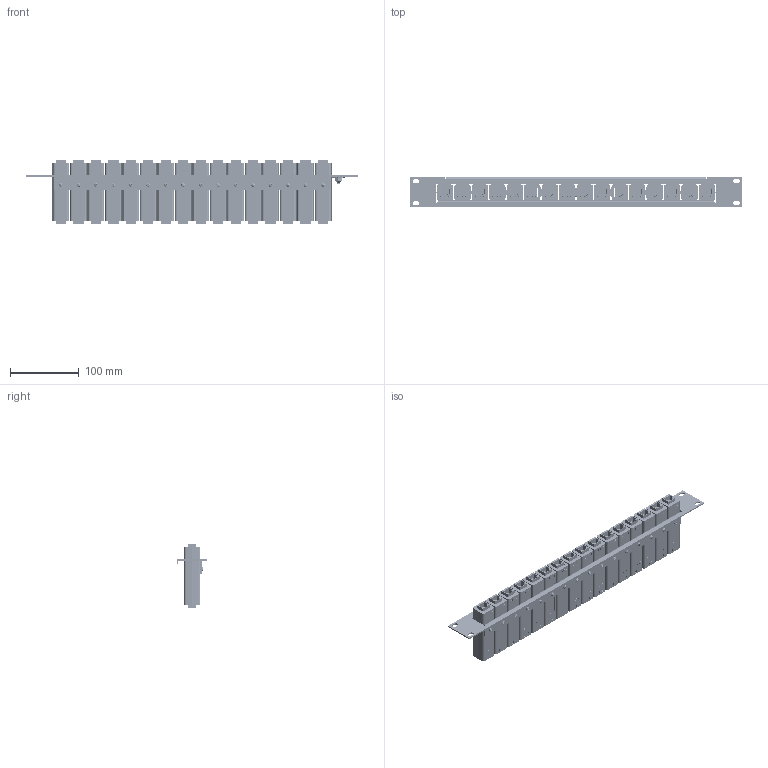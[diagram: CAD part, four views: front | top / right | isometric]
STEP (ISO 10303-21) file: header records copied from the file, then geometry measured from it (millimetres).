
FILE_DESCRIPTION (( 'STEP AP214' ), '1' );
FILE_NAME ('1101-948-E.STEP', '2019-01-24T22:39:40', ( '' ), ( '' ), 'SwSTEP 2.0', 'SolidWorks 2018', '' );
FILE_SCHEMA (( 'AUTOMOTIVE_DESIGN' ));
Length unit declared in the file: inch
Products named in the file (134): 2003-1000; 2003-2396; 2102-524; 2003-2472-2; 2500-286; 5320-003; 2103-052; 2103-250_compressed; 2103-250; 2100-079; 2001-213; 1101-830-1; 1101-948-E; PEM FH-0420-8 X--S; 2102-524_2102-524; 2001-213^2001-213; 2250-814
Assembly tree (63 placements, depth 4):
  2003-1000
  2003-2396
  2003-2472-2
  2003-2396
  2500-286
Bounding box: 482.6 x 43.84 x 94.23 mm (x, y, z)
Volume: 351863.6 mm3; surface area: 412915.9 mm2
Topology: 118 solids, 118 shells, 22146 faces, 59398 edges, 39288 vertices
Faces by surface type: plane 14691, bspline 3880, cylinder 3062, cone 415, torus 66, sphere 32
Entity records: 64742 total; most frequent: CARTESIAN_POINT 25143, ORIENTED_EDGE 7526, DIRECTION 5855, EDGE_CURVE 3763, VERTEX_POINT 2489, VECTOR 2397, LINE 2397, AXIS2_PLACEMENT_3D 1729
